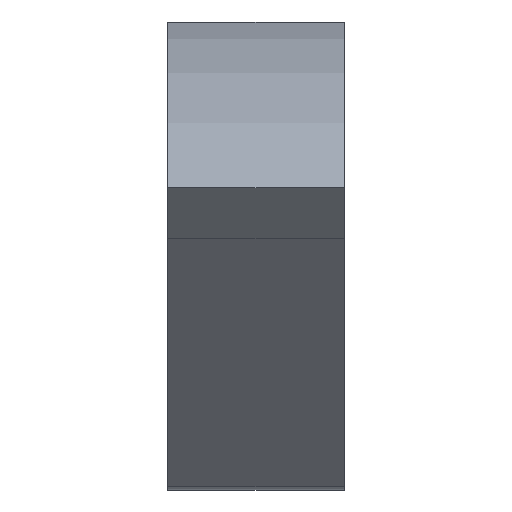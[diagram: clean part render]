
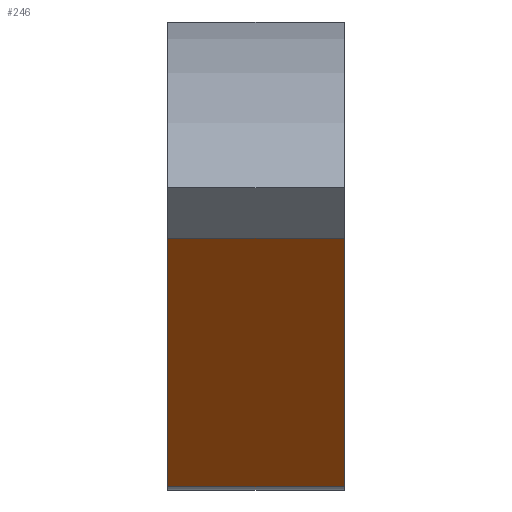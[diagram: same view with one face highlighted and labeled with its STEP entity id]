
A CAD part, top view. The second image highlights one B-rep face of the part: STEP entity #246.
In plain terms, the highlighted planar face has unit normal (0, -0.907, 0.422).
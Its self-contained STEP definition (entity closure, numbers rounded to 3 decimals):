
#12 = VERTEX_POINT ( 'NONE', #115 ) ;
#17 = VECTOR ( 'NONE', #193, 1000. ) ;
#24 = CARTESIAN_POINT ( 'NONE',  ( 0., 10.348, -9.578 ) ) ;
#36 = VERTEX_POINT ( 'NONE', #179 ) ;
#65 = ORIENTED_EDGE ( 'NONE', *, *, #113, .T. ) ;
#71 = EDGE_CURVE ( 'NONE', #36, #224, #160, .T. ) ;
#93 = CARTESIAN_POINT ( 'NONE',  ( 4.3, 10.348, -9.578 ) ) ;
#95 = DIRECTION ( 'NONE',  ( 0., -0.422, -0.907 ) ) ;
#102 = VECTOR ( 'NONE', #116, 1000. ) ;
#110 = ORIENTED_EDGE ( 'NONE', *, *, #140, .F. ) ;
#113 = EDGE_CURVE ( 'NONE', #12, #130, #282, .T. ) ;
#115 = CARTESIAN_POINT ( 'NONE',  ( 4.3, 10.348, -9.578 ) ) ;
#116 = DIRECTION ( 'NONE',  ( -1., 0., 0. ) ) ;
#117 = CARTESIAN_POINT ( 'NONE',  ( 0., 3.78, -23.687 ) ) ;
#124 = LINE ( 'NONE', #244, #211 ) ;
#130 = VERTEX_POINT ( 'NONE', #24 ) ;
#133 = EDGE_LOOP ( 'NONE', ( #110, #249, #177, #65 ) ) ;
#140 = EDGE_CURVE ( 'NONE', #224, #130, #124, .T. ) ;
#141 = CARTESIAN_POINT ( 'NONE',  ( 4.3, 12.17, -5.666 ) ) ;
#142 = DIRECTION ( 'NONE',  ( 0., 0.422, 0.907 ) ) ;
#160 = LINE ( 'NONE', #210, #102 ) ;
#167 = LINE ( 'NONE', #222, #235 ) ;
#173 = EDGE_CURVE ( 'NONE', #36, #12, #167, .T. ) ;
#177 = ORIENTED_EDGE ( 'NONE', *, *, #173, .T. ) ;
#179 = CARTESIAN_POINT ( 'NONE',  ( 4.3, 3.78, -23.687 ) ) ;
#193 = DIRECTION ( 'NONE',  ( -1., 0., 0. ) ) ;
#210 = CARTESIAN_POINT ( 'NONE',  ( 4.3, 3.78, -23.687 ) ) ;
#211 = VECTOR ( 'NONE', #142, 1000. ) ;
#218 = PLANE ( 'NONE',  #268 ) ;
#222 = CARTESIAN_POINT ( 'NONE',  ( 4.3, 12.17, -5.666 ) ) ;
#224 = VERTEX_POINT ( 'NONE', #117 ) ;
#235 = VECTOR ( 'NONE', #286, 1000. ) ;
#242 = DIRECTION ( 'NONE',  ( 0., -0.907, 0.422 ) ) ;
#244 = CARTESIAN_POINT ( 'NONE',  ( 0., 12.17, -5.666 ) ) ;
#246 = ADVANCED_FACE ( 'NONE', ( #308 ), #218, .T. ) ;
#249 = ORIENTED_EDGE ( 'NONE', *, *, #71, .F. ) ;
#268 = AXIS2_PLACEMENT_3D ( 'NONE', #141, #242, #95 ) ;
#282 = LINE ( 'NONE', #93, #17 ) ;
#286 = DIRECTION ( 'NONE',  ( 0., 0.422, 0.907 ) ) ;
#308 = FACE_OUTER_BOUND ( 'NONE', #133, .T. ) ;
